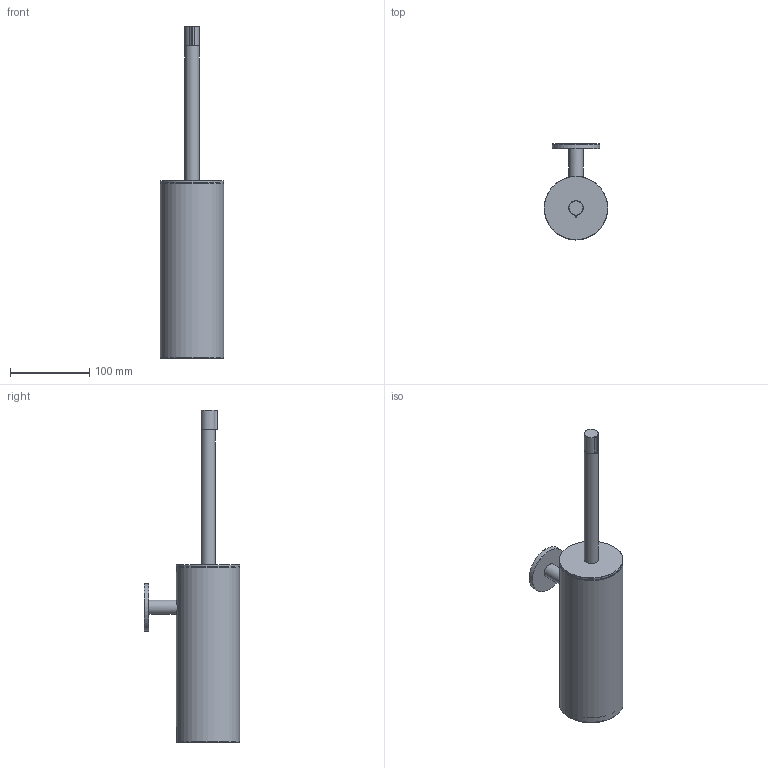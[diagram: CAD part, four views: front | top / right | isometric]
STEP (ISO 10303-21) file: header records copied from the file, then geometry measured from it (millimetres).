
FILE_DESCRIPTION(/* description */ ('Unknown'),/* implementation_level */ '2;1');
FILE_NAME(/* name */ 'GTA11-00',/* time_stamp */ '2026-02-19T10:21:55+01:00',/* author */ ('Unknown'),/* organization */ ('Unknown'),/* preprocessor_version */ 'ST-DEVELOPER v20',/* originating_system */ 'Solid Edge',/* authorisation */ 'Unknown');
FILE_SCHEMA (('AUTOMOTIVE_DESIGN {1 0 10303 214 3 1 1}'));
Length unit declared in the file: millimetre
Products named in the file (13): GTA11-00; CBA11-06; GTA11-03; GTA01-01; GTA01-001_oa_0; GRANO5X6P_8; GTA11-001_oa_1; GTA11-05; GTA11-02; GTA11-01; GTA11-002_oa_2; GTA11-04; GTA03-01
Assembly tree (13 placements, depth 3):
  GTA11-00
    CBA11-06
    GTA11-03
    GTA01-01
    GTA01-001_oa_0
      GRANO5X6P_8  x2
    GTA11-001_oa_1
      GTA11-05
      GTA11-02
      GTA11-01
    GTA11-002_oa_2
      GTA11-04
      GTA03-01
Bounding box: 80.3 x 121.15 x 419 mm (x, y, z)
Volume: 184541.4 mm3; surface area: 267488.8 mm2
Topology: 10 solids, 10 shells, 174 faces, 375 edges, 226 vertices
Faces by surface type: plane 66, cylinder 42, cone 28, torus 27, bspline 7, sphere 4
Full cylindrical faces by diameter (mm): 4.134 x6, 4.917 x2, 6.2 x1, 7.5 x1, 10 x1, 11.5 x1, 14 x1, 18 x2, 45 x1, 60 x1, 77 x1, 78 x2, 80 x2, 80.3 x1
Entity records: 8689 total; most frequent: CARTESIAN_POINT 5070, DIRECTION 684, ORIENTED_EDGE 506, AXIS2_PLACEMENT_3D 308, EDGE_CURVE 253, FACE_BOUND 247, EDGE_LOOP 244, VERTEX_POINT 186
